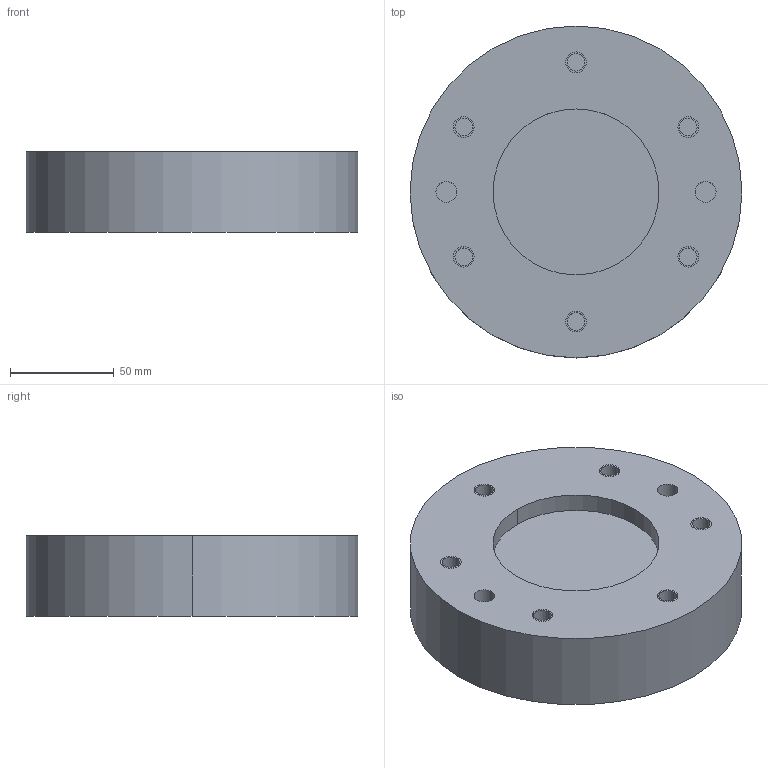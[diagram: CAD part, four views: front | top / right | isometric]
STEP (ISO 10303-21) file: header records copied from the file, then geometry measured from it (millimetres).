
FILE_DESCRIPTION (( 'STEP AP203' ), '1' );
FILE_NAME ('430-j6_Default_sldprt.STEP', '2021-08-15T18:13:03', ( '' ), ( '' ), 'SwSTEP 2.0', 'SolidWorks 2021', '' );
FILE_SCHEMA (( 'CONFIG_CONTROL_DESIGN' ));
Length unit declared in the file: millimetre
Products named in the file (1): 430-j6_Default_sldprt
Bounding box: 160 x 160 x 39 mm (x, y, z)
Surface area: 70308.8 mm2 (no closed solid volume)
Topology: 0 solids, 7 shells, 43 faces, 96 edges, 64 vertices
Faces by surface type: cylinder 32, plane 11
Entity records: 1293 total; most frequent: DIRECTION 248, CARTESIAN_POINT 204, ORIENTED_EDGE 168, AXIS2_PLACEMENT_3D 108, EDGE_CURVE 96, CIRCLE 64, VERTEX_POINT 64, EDGE_LOOP 52
